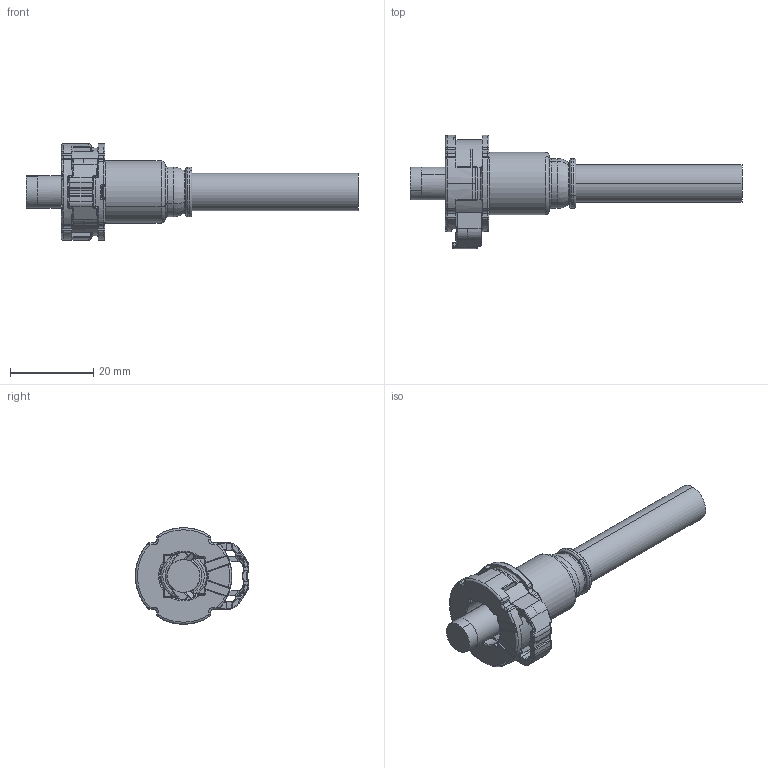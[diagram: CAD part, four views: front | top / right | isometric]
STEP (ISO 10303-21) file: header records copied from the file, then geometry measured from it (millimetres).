
FILE_DESCRIPTION(('CATIA V5 STEP','CAx-IF Rec.Pracs.--- Model Styling and Organization---1.4--- 2014-01-23'),'2;1');
FILE_NAME('Download-SV241NSL_GKU_5-16_Zoll_NW6_unheated.stp','2019-07-10T14:13:08+00:00',('none'),('none'),'CATIA Version 5-6 Release 2016 SP3 HF59','CATIA V5 STEP AP214 Edition 3','none');
FILE_SCHEMA(('AUTOMOTIVE_DESIGN { 1 0 10303 214 3 1 1 1 }'));
Products named in the file (1): Download-SV241NSL_GKU_5-16_Zoll_NW6_unheated
Bounding box: 79.98 x 27.32 x 23.25 mm (x, y, z)
Volume: 11326.6 mm3; surface area: 7565 mm2
Topology: 4 solids, 4 shells, 921 faces, 2325 edges, 1386 vertices
Faces by surface type: cylinder 371, plane 196, bspline 176, torus 148, extrusion 14, sphere 12, cone 4
Entity records: 40361 total; most frequent: CARTESIAN_POINT 20984, ORIENTED_EDGE 4594, DIRECTION 2869, EDGE_CURVE 2297, AXIS2_PLACEMENT_3D 1398, VERTEX_POINT 1384, EDGE_LOOP 931, ADVANCED_FACE 921
